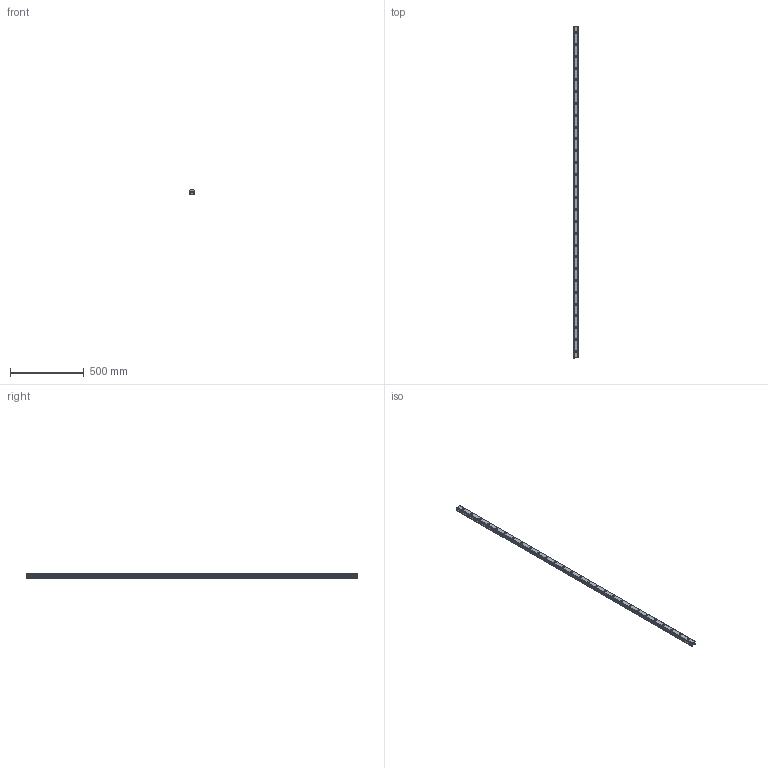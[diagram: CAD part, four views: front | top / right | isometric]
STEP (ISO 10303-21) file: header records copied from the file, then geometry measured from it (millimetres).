
FILE_DESCRIPTION(('STEP AP214'),'1');
FILE_NAME('cctmp_64CE6160-4706-42B4-9295-A598D120085A_2021_02_17_13_02_39_0889..stp','2021-02-17T12:02:40',('HIWIN GmbH'),('CADClick - www.CADClick.com'),'Spatial InterOp 3D',' ','unknown authorization');
FILE_SCHEMA(('AUTOMOTIVE_DESIGN'));
Length unit declared in the file: millimetre
Products named in the file (1): EGR35R2250C_FILE
Bounding box: 34 x 2250 x 27.5 mm (x, y, z)
Volume: 1772023.3 mm3; surface area: 315582.4 mm2
Topology: 1 solids, 1 shells, 359 faces, 807 edges, 538 vertices
Faces by surface type: cylinder 186, plane 173
Entity records: 13049 total; most frequent: DIRECTION 1899, CARTESIAN_POINT 1705, ORIENTED_EDGE 1614, EDGE_CURVE 807, AXIS2_PLACEMENT_3D 732, VERTEX_POINT 538, EDGE_LOOP 447, LINE 435
